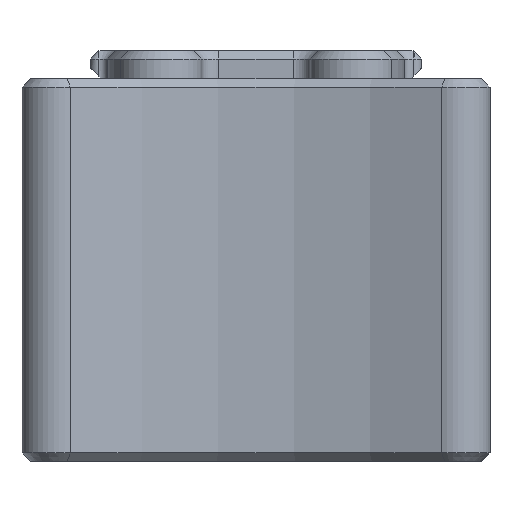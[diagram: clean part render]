
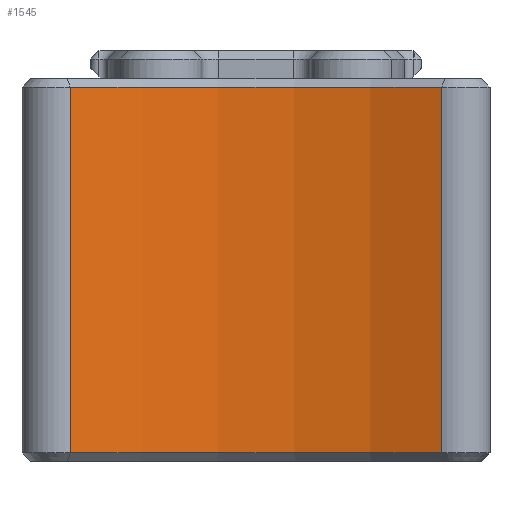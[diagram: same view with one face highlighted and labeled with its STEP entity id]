
A CAD part, front view. The second image highlights one B-rep face of the part: STEP entity #1545.
In plain terms, the highlighted cylindrical face has radius 51.799 mm (diameter 103.598 mm), a partial arc.
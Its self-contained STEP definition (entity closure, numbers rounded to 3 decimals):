
#90=CYLINDRICAL_SURFACE('',#1713,51.799);
#186=FACE_OUTER_BOUND('',#284,.T.);
#284=EDGE_LOOP('',(#1282,#1283,#1284,#1285));
#359=CIRCLE('',#1674,51.799);
#376=CIRCLE('',#1714,51.799);
#453=LINE('',#2453,#571);
#482=LINE('',#2646,#600);
#571=VECTOR('',#1984,10.);
#600=VECTOR('',#2075,10.);
#687=VERTEX_POINT('',#2428);
#689=VERTEX_POINT('',#2434);
#694=VERTEX_POINT('',#2451);
#734=VERTEX_POINT('',#2645);
#860=EDGE_CURVE('',#687,#689,#359,.T.);
#868=EDGE_CURVE('',#694,#687,#453,.T.);
#925=EDGE_CURVE('',#689,#734,#482,.T.);
#928=EDGE_CURVE('',#734,#694,#376,.T.);
#1282=ORIENTED_EDGE('',*,*,#860,.F.);
#1283=ORIENTED_EDGE('',*,*,#868,.F.);
#1284=ORIENTED_EDGE('',*,*,#928,.F.);
#1285=ORIENTED_EDGE('',*,*,#925,.F.);
#1545=ADVANCED_FACE('',(#186),#90,.F.);
#1674=AXIS2_PLACEMENT_3D('',#2438,#1966,#1967);
#1713=AXIS2_PLACEMENT_3D('',#2650,#2079,#2080);
#1714=AXIS2_PLACEMENT_3D('',#2651,#2081,#2082);
#1966=DIRECTION('center_axis',(0.,0.,1.));
#1967=DIRECTION('ref_axis',(1.,0.,0.));
#1984=DIRECTION('',(0.,0.,-1.));
#2075=DIRECTION('',(0.,0.,1.));
#2079=DIRECTION('center_axis',(0.,0.,1.));
#2080=DIRECTION('ref_axis',(1.,0.,0.));
#2081=DIRECTION('center_axis',(0.,0.,-1.));
#2082=DIRECTION('ref_axis',(1.,0.,0.));
#2428=CARTESIAN_POINT('',(21.815,-81.915,-4.));
#2434=CARTESIAN_POINT('',(-21.815,-81.915,-4.));
#2438=CARTESIAN_POINT('Origin',(0.,-128.896,
-4.));
#2451=CARTESIAN_POINT('',(21.815,-81.915,39.));
#2453=CARTESIAN_POINT('',(21.815,-81.915,0.));
#2645=CARTESIAN_POINT('',(-21.815,-81.915,39.));
#2646=CARTESIAN_POINT('',(-21.815,-81.915,0.));
#2650=CARTESIAN_POINT('Origin',(0.,-128.896,
0.));
#2651=CARTESIAN_POINT('Origin',(0.,-128.896,
39.));
